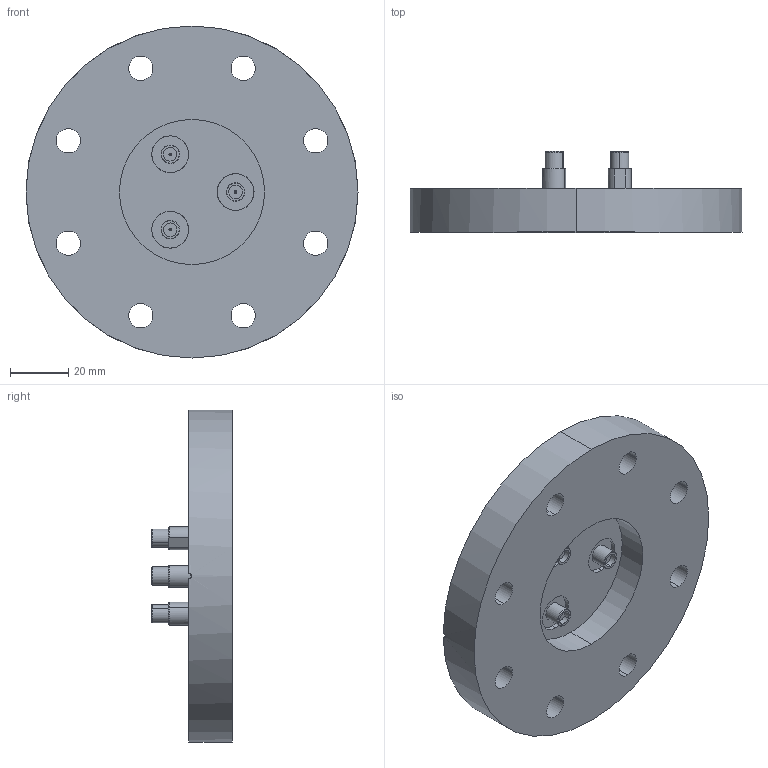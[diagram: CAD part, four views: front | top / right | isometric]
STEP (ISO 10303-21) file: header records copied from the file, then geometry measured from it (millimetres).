
FILE_DESCRIPTION (( 'STEP AP214' ), '1' );
FILE_NAME ('242-SMAD18G-C63-3.STEP', '2017-02-22T09:58:47', ( '' ), ( '' ), 'SwSTEP 2.0', 'SolidWorks 2014', '' );
FILE_SCHEMA (( 'AUTOMOTIVE_DESIGN' ));
Length unit declared in the file: millimetre
Products named in the file (3): 9242-SMAD18G-C63-3_DN63 CF; 242-SMAD18G-W; 242-SMAD18G-C63-3
Assembly tree (4 placements, depth 2):
  242-SMAD18G-C63-3
    9242-SMAD18G-C63-3_DN63 CF
    242-SMAD18G-W  x3
Bounding box: 114.3 x 27.8 x 114.3 mm (x, y, z)
Volume: 122496.3 mm3; surface area: 33057.7 mm2
Topology: 7 solids, 7 shells, 165 faces, 365 edges, 239 vertices
Faces by surface type: cylinder 96, plane 47, cone 22
Entity records: 2626 total; most frequent: DIRECTION 479, CARTESIAN_POINT 472, ORIENTED_EDGE 382, AXIS2_PLACEMENT_3D 206, EDGE_CURVE 191, VERTEX_POINT 125, CIRCLE 118, EDGE_LOOP 114
